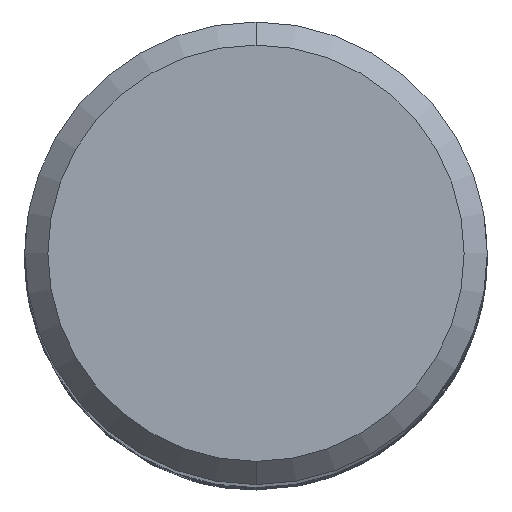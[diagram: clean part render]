
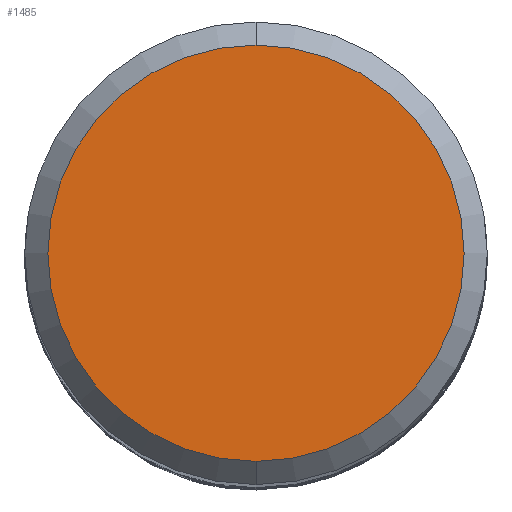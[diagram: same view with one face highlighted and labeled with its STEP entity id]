
A CAD part, top view. The second image highlights one B-rep face of the part: STEP entity #1485.
In plain terms, the highlighted planar face has unit normal (0, 0, 1).
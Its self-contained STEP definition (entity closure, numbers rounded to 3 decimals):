
#1127=EDGE_CURVE('',#1849,#1373,#2556,.T.);
#1229=EDGE_CURVE('',#1373,#1849,#2665,.T.);
#1373=VERTEX_POINT('',#2824);
#1485=ADVANCED_FACE('',(#2947),#2948,.T.);
#1849=VERTEX_POINT('',#3345);
#2556=CIRCLE('',#10131,7.2);
#2665=CIRCLE('',#11895,7.2);
#2824=CARTESIAN_POINT('',(0.0,7.2,0.0));
#2947=FACE_OUTER_BOUND('',#14785,.T.);
#2948=PLANE('',#14786);
#3345=CARTESIAN_POINT('',(0.,-7.2,0.0));
#10131=AXIS2_PLACEMENT_3D('',#24063,#24064,#24065);
#11895=AXIS2_PLACEMENT_3D('',#24151,#24152,#24153);
#14785=EDGE_LOOP('',(#24464,#24465));
#14786=AXIS2_PLACEMENT_3D('',#24466,#24467,#24468);
#24063=CARTESIAN_POINT('',(0.0,0.0,0.0));
#24064=DIRECTION('',(0.0,0.0,-1.0));
#24065=DIRECTION('',(0.0,1.0,0.0));
#24151=CARTESIAN_POINT('',(0.0,0.0,0.0));
#24152=DIRECTION('',(0.0,0.0,-1.0));
#24153=DIRECTION('',(0.0,1.0,0.0));
#24464=ORIENTED_EDGE('',*,*,#1229,.F.);
#24465=ORIENTED_EDGE('',*,*,#1127,.F.);
#24466=CARTESIAN_POINT('',(0.0,3.6,0.0));
#24467=DIRECTION('',(-0.0,0.0,1.0));
#24468=DIRECTION('',(0.0,-1.0,0.0));
